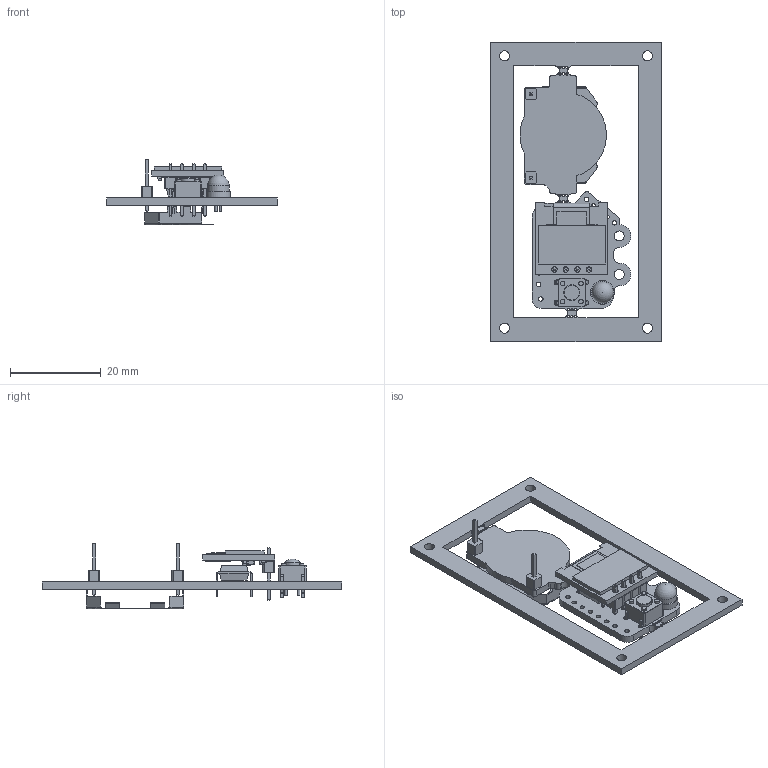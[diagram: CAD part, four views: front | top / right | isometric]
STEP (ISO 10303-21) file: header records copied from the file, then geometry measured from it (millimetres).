
FILE_DESCRIPTION(('KiCad electronic assembly'),'2;1');
FILE_NAME('tamagotchi.step','2024-07-30T20:55:19',('Pcbnew'),('Kicad'), 'Open CASCADE STEP processor 7.7','KiCad to STEP converter','Unknown' );
FILE_SCHEMA(('AUTOMOTIVE_DESIGN { 1 0 10303 214 1 1 1 1 }'));
Length unit declared in the file: millimetre
Products named in the file (191): tamagotchi 1; DIP-8_W7.62mm; PinHeader_1x01_P2.54mm_Vertical; PinHeader_1x01_P254mm_Vertical; SW_PUSH_6mm; PinHeader_1x04_P2.54mm_Vertical; PinHeader_1x04_P254mm_Vertical; OLED Model; COMPOUND; LED_strawhat; Part 1; Linx 2032 Battery Holder; FACE; tamagotchi_panel_PCB
Assembly tree (191 placements, depth 3):
  tamagotchi 1
    DIP-8_W7.62mm
      DIP-8_W7.62mm
    PinHeader_1x01_P2.54mm_Vertical  x2
      PinHeader_1x01_P254mm_Vertical
    SW_PUSH_6mm
      SW_PUSH_6mm
    PinHeader_1x04_P2.54mm_Vertical
      PinHeader_1x04_P254mm_Vertical
    OLED Model
      COMPOUND
      COMPOUND
      COMPOUND
      COMPOUND
      COMPOUND
      COMPOUND
      COMPOUND
      COMPOUND
      COMPOUND
      COMPOUND
      COMPOUND
      COMPOUND
      COMPOUND
      COMPOUND
      COMPOUND
    LED_strawhat
      Part 1
    Linx 2032 Battery Holder
      FACE
      FACE
      FACE
      FACE
      FACE
      FACE
      FACE
      FACE
      FACE
      FACE
      FACE
      FACE
      FACE
      FACE
      FACE
      FACE
      FACE
      FACE
      FACE
      FACE
      FACE
      FACE
      FACE
      FACE
      FACE
      FACE
      FACE
      FACE
      FACE
      FACE
      FACE
      FACE
Bounding box: 37.5 x 66 x 14.54 mm (x, y, z)
Volume: 3732.1 mm3; surface area: 7200.3 mm2
Topology: 22 solids, 184 shells, 1312 faces, 3920 edges, 2910 vertices
Faces by surface type: plane 845, cylinder 241, bspline 192, revolution 32, torus 1, sphere 1
Full cylindrical faces by diameter (mm): 0.5 x20, 0.75 x1, 0.762 x4, 0.8 x10, 0.9 x2, 1 x18, 1.1 x4, 1.2 x4, 2.2 x6, 3.5 x1, 4.75 x1, 5.25 x1
Entity records: 52070 total; most frequent: CARTESIAN_POINT 11281, ORIENTED_EDGE 6640, DIRECTION 6308, EDGE_CURVE 3855, VERTEX_POINT 2870, LINE 2860, VECTOR 2860, AXIS2_PLACEMENT_3D 1708
